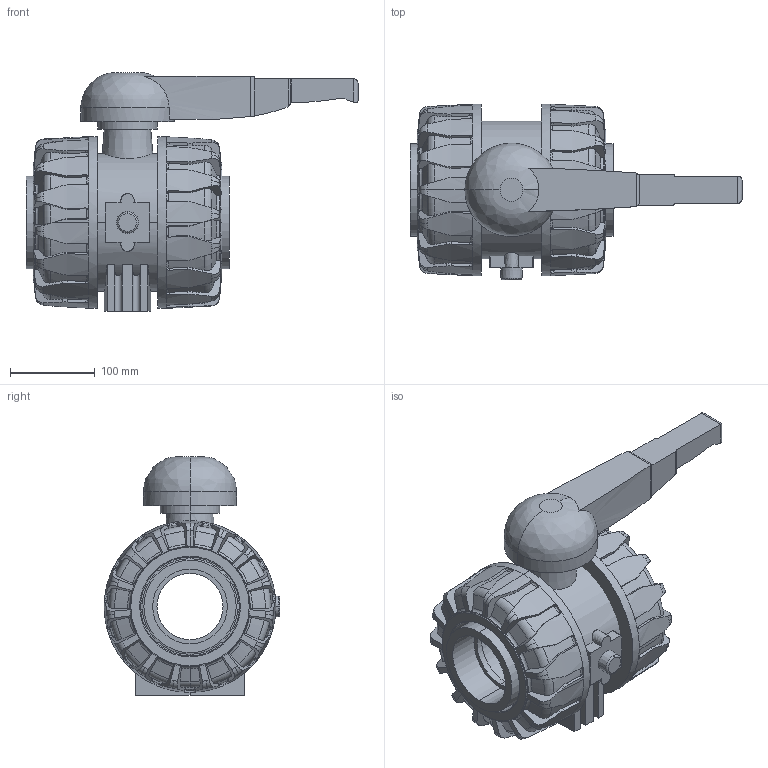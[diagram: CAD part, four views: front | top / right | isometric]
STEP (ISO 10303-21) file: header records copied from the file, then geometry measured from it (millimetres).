
FILE_DESCRIPTION(('STEP AP214'),'1');
FILE_NAME('vkdim090e.stp','2018-03-06T12:03:10',('TraceParts'),('TraceParts S.A.'),'Spatial InterOp 3D',' ',' ');
FILE_SCHEMA(('automotive_design'));
Length unit declared in the file: millimetre
Products named in the file (6): vkdim090e_1; vkdim090e_2; vkdim090e_3; vkdim090e_4; vkdim090e_5; vkdim090e_6
Bounding box: 391.8 x 207.3 x 282 mm (x, y, z)
Volume: 5804086.5 mm3; surface area: 605728.9 mm2
Topology: 6 solids, 6 shells, 795 faces, 2230 edges, 1457 vertices
Faces by surface type: cylinder 242, plane 235, torus 164, cone 140, bspline 14
Entity records: 38308 total; most frequent: CARTESIAN_POINT 12082, ORIENTED_EDGE 4460, DIRECTION 3946, EDGE_CURVE 2230, AXIS2_PLACEMENT_3D 1724, VERTEX_POINT 1457, EDGE_LOOP 815, STYLED_ITEM 801
